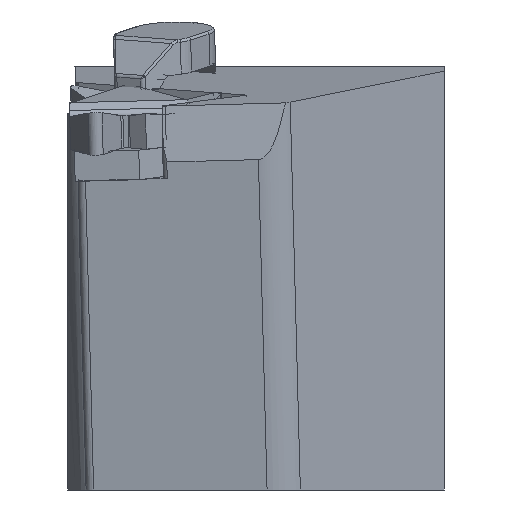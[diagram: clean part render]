
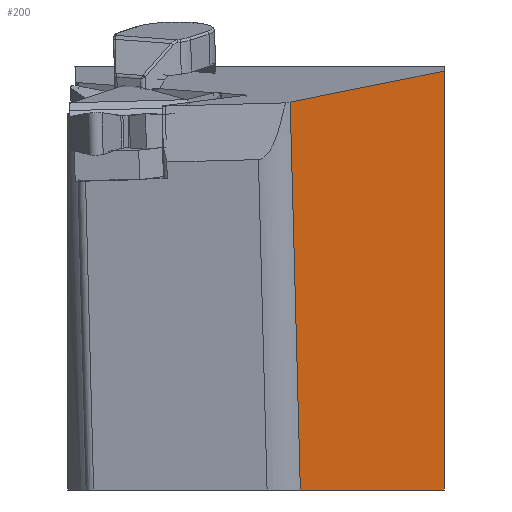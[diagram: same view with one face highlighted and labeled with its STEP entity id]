
A CAD part, left-side view. The second image highlights one B-rep face of the part: STEP entity #200.
In plain terms, the highlighted planar face has unit normal (-0.696, -0.71, -0.104).
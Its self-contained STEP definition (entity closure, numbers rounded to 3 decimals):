
#200=ADVANCED_FACE('',(#366),#304,.F.);
#304=PLANE('',#1956);
#366=FACE_OUTER_BOUND('',#472,.T.);
#472=EDGE_LOOP('',(#650,#651,#652,#653));
#650=ORIENTED_EDGE('',*,*,#1316,.F.);
#651=ORIENTED_EDGE('',*,*,#1309,.T.);
#652=ORIENTED_EDGE('',*,*,#1346,.F.);
#653=ORIENTED_EDGE('',*,*,#1341,.T.);
#1133=VERTEX_POINT('',#2723);
#1134=VERTEX_POINT('',#2725);
#1139=VERTEX_POINT('',#2738);
#1155=VERTEX_POINT('',#2788);
#1309=EDGE_CURVE('',#1134,#1133,#1579,.T.);
#1316=EDGE_CURVE('',#1134,#1139,#1585,.T.);
#1341=EDGE_CURVE('',#1155,#1139,#1604,.T.);
#1346=EDGE_CURVE('',#1155,#1133,#1607,.T.);
#1579=LINE('',#2724,#1764);
#1585=LINE('',#2737,#1770);
#1604=LINE('',#2787,#1789);
#1607=LINE('',#2798,#1792);
#1764=VECTOR('',#2153,1.);
#1770=VECTOR('',#2163,1.);
#1789=VECTOR('',#2204,1.);
#1792=VECTOR('',#2217,1.);
#1956=AXIS2_PLACEMENT_3D('',#2799,#2218,#2219);
#2153=DIRECTION('',(-0.696,0.704,-0.141));
#2163=DIRECTION('',(0.148,0.,-0.989));
#2204=DIRECTION('',(0.714,-0.7,0.));
#2217=DIRECTION('',(-0.174,0.026,0.984));
#2218=DIRECTION('',(0.696,0.71,0.104));
#2219=DIRECTION('',(0.714,-0.7,0.));
#2723=CARTESIAN_POINT('',(-138.072,16.694,18.734));
#2724=CARTESIAN_POINT('',(-151.773,30.539,15.954));
#2725=CARTESIAN_POINT('',(-121.874,0.327,22.019));
#2737=CARTESIAN_POINT('',(-115.801,0.327,-18.549));
#2738=CARTESIAN_POINT('',(-115.21,0.327,-22.5));
#2787=CARTESIAN_POINT('',(-148.962,33.427,-22.5));
#2788=CARTESIAN_POINT('',(-130.799,15.615,-22.5));
#2798=CARTESIAN_POINT('',(-203.522,26.411,389.794));
#2799=CARTESIAN_POINT('',(-203.522,26.411,389.794));
